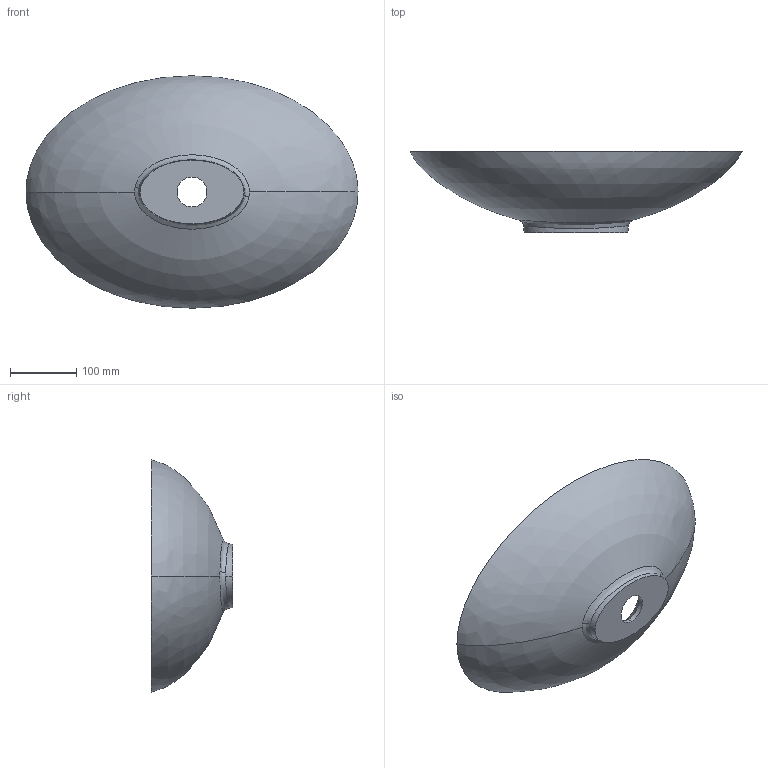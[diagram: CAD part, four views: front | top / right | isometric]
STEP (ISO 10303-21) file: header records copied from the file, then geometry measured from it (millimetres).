
FILE_DESCRIPTION (( 'STEP AP214' ), '1' );
FILE_NAME ('Kristina.STEP', '2020-12-15T13:39:18', ( '' ), ( '' ), 'SwSTEP 2.0', 'SolidWorks 2020', '' );
FILE_SCHEMA (( 'AUTOMOTIVE_DESIGN' ));
Length unit declared in the file: millimetre
Products named in the file (1): Kristina
Bounding box: 500 x 122 x 350 mm (x, y, z)
Volume: 1810330.5 mm3; surface area: 359488.4 mm2
Topology: 1 solids, 1 shells, 23 faces, 53 edges, 33 vertices
Faces by surface type: bspline 14, plane 5, cone 2, cylinder 2
Entity records: 9146 total; most frequent: CARTESIAN_POINT 8717, ORIENTED_EDGE 106, EDGE_CURVE 53, DIRECTION 40, B_SPLINE_CURVE_WITH_KNOTS 35, VERTEX_POINT 33, EDGE_LOOP 26, ADVANCED_FACE 23
